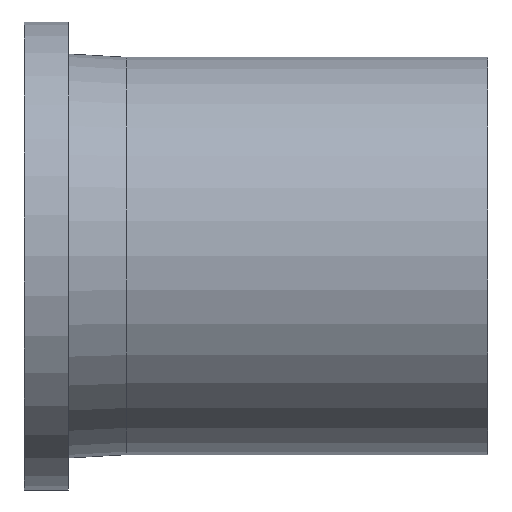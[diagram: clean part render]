
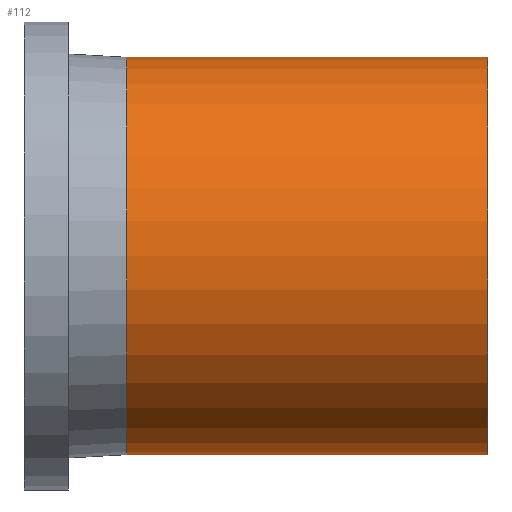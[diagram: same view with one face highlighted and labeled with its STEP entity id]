
A CAD part, top view. The second image highlights one B-rep face of the part: STEP entity #112.
In plain terms, the highlighted cylindrical face has radius 90 mm (diameter 180 mm), a partial arc.
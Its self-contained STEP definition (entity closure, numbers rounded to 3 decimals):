
#86 = EDGE_CURVE( '', #116, #162, #202, .T. );
#90 = EDGE_CURVE( '', #144, #162, #206, .T. );
#110 = EDGE_CURVE( '', #146, #116, #227, .T. );
#112 = ADVANCED_FACE( '', ( #229 ), #230, .T. );
#116 = VERTEX_POINT( '', #236 );
#144 = VERTEX_POINT( '', #268 );
#146 = VERTEX_POINT( '', #270 );
#150 = EDGE_CURVE( '', #144, #146, #274, .T. );
#162 = VERTEX_POINT( '', #288 );
#202 = LINE( '', #322, #323 );
#206 = CIRCLE( '', #329, 90. );
#227 = CIRCLE( '', #359, 90. );
#229 = FACE_OUTER_BOUND( '', #361, .T. );
#230 = CYLINDRICAL_SURFACE( '', #362, 90. );
#236 = CARTESIAN_POINT( '', ( 0., 90., 0. ) );
#268 = CARTESIAN_POINT( '', ( -163.5, -90., 0. ) );
#270 = CARTESIAN_POINT( '', ( 0., -90., 0. ) );
#274 = LINE( '', #412, #413 );
#288 = CARTESIAN_POINT( '', ( -163.5, 90., 0. ) );
#322 = CARTESIAN_POINT( '', ( -81.75, 90., 0. ) );
#323 = VECTOR( '', #459, 1. );
#329 = AXIS2_PLACEMENT_3D( '', #463, #464, #465 );
#359 = AXIS2_PLACEMENT_3D( '', #487, #488, #489 );
#361 = EDGE_LOOP( '', ( #491, #492, #493, #494 ) );
#362 = AXIS2_PLACEMENT_3D( '', #495, #496, #497 );
#412 = CARTESIAN_POINT( '', ( -81.75, -90., 0. ) );
#413 = VECTOR( '', #548, 1. );
#459 = DIRECTION( '', ( -1., 0., 0. ) );
#463 = CARTESIAN_POINT( '', ( -163.5, 0., 0. ) );
#464 = DIRECTION( '', ( -1., 0., 0. ) );
#465 = DIRECTION( '', ( 0., 1., 0. ) );
#487 = CARTESIAN_POINT( '', ( 0., 0., 0. ) );
#488 = DIRECTION( '', ( -1., 0., 0. ) );
#489 = DIRECTION( '', ( 0., 1., 0. ) );
#491 = ORIENTED_EDGE( '', *, *, #86, .T. );
#492 = ORIENTED_EDGE( '', *, *, #90, .F. );
#493 = ORIENTED_EDGE( '', *, *, #150, .T. );
#494 = ORIENTED_EDGE( '', *, *, #110, .T. );
#495 = CARTESIAN_POINT( '', ( -81.75, 0., 0. ) );
#496 = DIRECTION( '', ( 1., 0., 0. ) );
#497 = DIRECTION( '', ( 0., 1., 0. ) );
#548 = DIRECTION( '', ( 1., 0., 0. ) );
